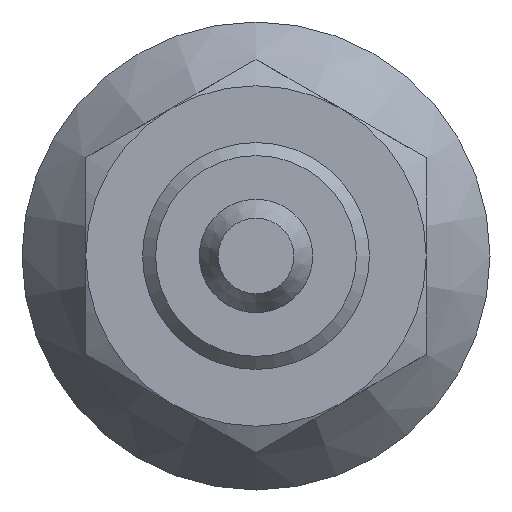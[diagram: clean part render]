
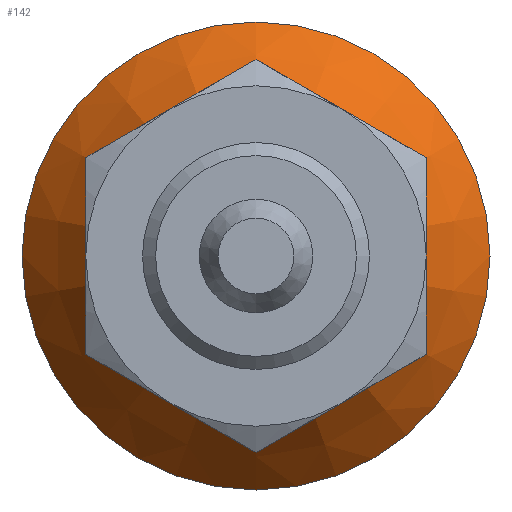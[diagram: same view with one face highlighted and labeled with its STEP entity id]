
A CAD part, front view. The second image highlights one B-rep face of the part: STEP entity #142.
In plain terms, the highlighted conical face has half-angle 37 degrees and reference radius 16.5 mm.
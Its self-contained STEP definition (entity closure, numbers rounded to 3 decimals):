
#142 = ADVANCED_FACE( '', ( #319, #320 ), #321, .T. );
#319 = FACE_BOUND( '', #533, .T. );
#320 = FACE_OUTER_BOUND( '', #534, .T. );
#321 = CONICAL_SURFACE( '', #535, 16.5, 0.646 );
#533 = EDGE_LOOP( '', ( #882 ) );
#534 = EDGE_LOOP( '', ( #883 ) );
#535 = AXIS2_PLACEMENT_3D( '', #884, #885, #886 );
#882 = ORIENTED_EDGE( '', *, *, #1245, .F. );
#883 = ORIENTED_EDGE( '', *, *, #1307, .T. );
#884 = CARTESIAN_POINT( '', ( 0., 21.689, 0. ) );
#885 = DIRECTION( '', ( 0., 1., 0. ) );
#886 = DIRECTION( '', ( 0., 0., 1. ) );
#1245 = EDGE_CURVE( '', #1488, #1488, #1489, .T. );
#1307 = EDGE_CURVE( '', #1580, #1580, #1581, .T. );
#1488 = VERTEX_POINT( '', #1865 );
#1489 = CIRCLE( '', #1866, 9.5 );
#1580 = VERTEX_POINT( '', #2043 );
#1581 = CIRCLE( '', #2044, 16.5 );
#1865 = CARTESIAN_POINT( '', ( 0., 12.4, -9.5 ) );
#1866 = AXIS2_PLACEMENT_3D( '', #2307, #2308, #2309 );
#2043 = CARTESIAN_POINT( '', ( 0., 21.689, -16.5 ) );
#2044 = AXIS2_PLACEMENT_3D( '', #2371, #2372, #2373 );
#2307 = CARTESIAN_POINT( '', ( 0., 12.4, 0. ) );
#2308 = DIRECTION( '', ( 0., -1., 0. ) );
#2309 = DIRECTION( '', ( 0., 0., -1. ) );
#2371 = CARTESIAN_POINT( '', ( 0., 21.689, 0. ) );
#2372 = DIRECTION( '', ( 0., -1., 0. ) );
#2373 = DIRECTION( '', ( 0., 0., -1. ) );
